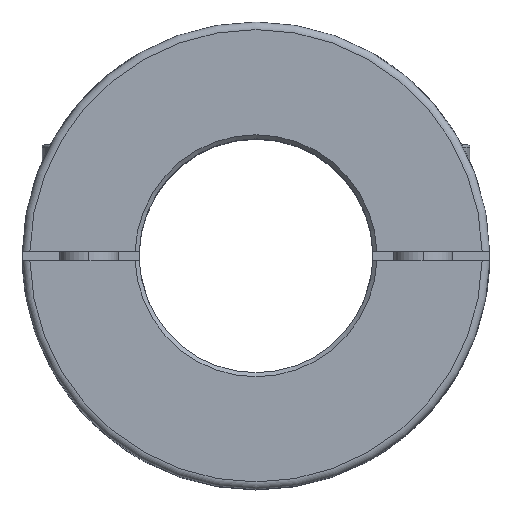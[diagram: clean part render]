
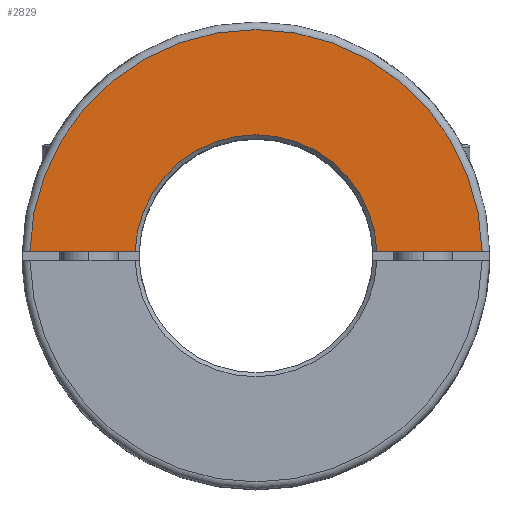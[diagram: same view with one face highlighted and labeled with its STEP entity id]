
A CAD part, top view. The second image highlights one B-rep face of the part: STEP entity #2829.
In plain terms, the highlighted planar face has unit normal (0, 0, 1).
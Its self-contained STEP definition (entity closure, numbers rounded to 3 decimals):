
#554 = CARTESIAN_POINT ( 'NONE',  ( 0., 0.75, 33. ) ) ;
#925 = ORIENTED_EDGE ( 'NONE', *, *, #5730, .T. ) ;
#1048 = CARTESIAN_POINT ( 'NONE',  ( 0., 0.75, 33. ) ) ;
#1097 = CARTESIAN_POINT ( 'NONE',  ( 0., 0., 33. ) ) ;
#1238 = CARTESIAN_POINT ( 'NONE',  ( 0., 0., 33. ) ) ;
#1617 = VERTEX_POINT ( 'NONE', #5331 ) ;
#1841 = EDGE_CURVE ( 'NONE', #1899, #1617, #2007, .T. ) ;
#1899 = VERTEX_POINT ( 'NONE', #5703 ) ;
#2007 = CIRCLE ( 'NONE', #6407, 20.7 ) ;
#2535 = ORIENTED_EDGE ( 'NONE', *, *, #2992, .F. ) ;
#2829 = ADVANCED_FACE ( 'NONE', ( #3857 ), #4420, .T. ) ;
#2902 = CIRCLE ( 'NONE', #6349, 38.7 ) ;
#2992 = EDGE_CURVE ( 'NONE', #3693, #1617, #5336, .T. ) ;
#3111 = EDGE_CURVE ( 'NONE', #1899, #7390, #6942, .T. ) ;
#3349 = DIRECTION ( 'NONE',  ( -1., 0., 0. ) ) ;
#3693 = VERTEX_POINT ( 'NONE', #5406 ) ;
#3857 = FACE_OUTER_BOUND ( 'NONE', #3939, .T. ) ;
#3939 = EDGE_LOOP ( 'NONE', ( #2535, #925, #5566, #5851 ) ) ;
#4420 = PLANE ( 'NONE',  #7048 ) ;
#4548 = CARTESIAN_POINT ( 'NONE',  ( -38.693, 0.75, 33. ) ) ;
#4930 = DIRECTION ( 'NONE',  ( -1., 0., 0. ) ) ;
#5116 = DIRECTION ( 'NONE',  ( 1., 0., 0. ) ) ;
#5195 = DIRECTION ( 'NONE',  ( 0., 0., -1. ) ) ;
#5331 = CARTESIAN_POINT ( 'NONE',  ( 20.686, 0.75, 33. ) ) ;
#5336 = LINE ( 'NONE', #554, #5504 ) ;
#5406 = CARTESIAN_POINT ( 'NONE',  ( 38.693, 0.75, 33. ) ) ;
#5504 = VECTOR ( 'NONE', #3349, 1000. ) ;
#5566 = ORIENTED_EDGE ( 'NONE', *, *, #3111, .F. ) ;
#5703 = CARTESIAN_POINT ( 'NONE',  ( -20.686, 0.75, 33. ) ) ;
#5730 = EDGE_CURVE ( 'NONE', #3693, #7390, #2902, .T. ) ;
#5798 = DIRECTION ( 'NONE',  ( 0., 0., 1. ) ) ;
#5851 = ORIENTED_EDGE ( 'NONE', *, *, #1841, .T. ) ;
#6349 = AXIS2_PLACEMENT_3D ( 'NONE', #6470, #7654, #7103 ) ;
#6407 = AXIS2_PLACEMENT_3D ( 'NONE', #1097, #5195, #8376 ) ;
#6470 = CARTESIAN_POINT ( 'NONE',  ( 0., 0., 33. ) ) ;
#6942 = LINE ( 'NONE', #1048, #7270 ) ;
#7048 = AXIS2_PLACEMENT_3D ( 'NONE', #1238, #5798, #5116 ) ;
#7103 = DIRECTION ( 'NONE',  ( 1., 0., 0. ) ) ;
#7270 = VECTOR ( 'NONE', #4930, 1000. ) ;
#7390 = VERTEX_POINT ( 'NONE', #4548 ) ;
#7654 = DIRECTION ( 'NONE',  ( 0., 0., 1. ) ) ;
#8376 = DIRECTION ( 'NONE',  ( 1., 0., 0. ) ) ;
